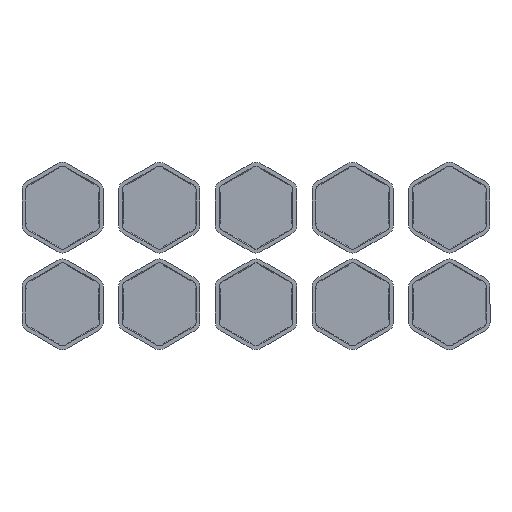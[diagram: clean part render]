
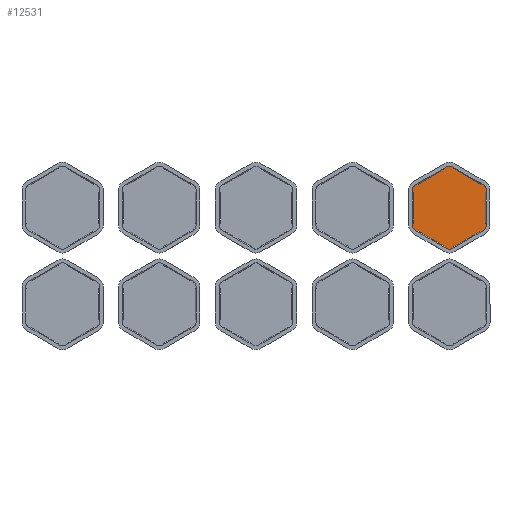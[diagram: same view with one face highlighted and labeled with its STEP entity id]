
A CAD part, top view. The second image highlights one B-rep face of the part: STEP entity #12531.
In plain terms, the highlighted planar face has unit normal (0, 0, 1).
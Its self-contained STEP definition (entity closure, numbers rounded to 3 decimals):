
#234 = VECTOR ( 'NONE', #4167, 1000. ) ;
#340 = VERTEX_POINT ( 'NONE', #6778 ) ;
#903 = EDGE_CURVE ( 'NONE', #4911, #5448, #6831, .T. ) ;
#913 = VECTOR ( 'NONE', #1078, 1000. ) ;
#982 = CARTESIAN_POINT ( 'NONE',  ( 86.829, 10.537, 0.4 ) ) ;
#1078 = DIRECTION ( 'NONE',  ( -0.866, -0.5, 0. ) ) ;
#1212 = DIRECTION ( 'NONE',  ( -1., 0., 0. ) ) ;
#1488 = VERTEX_POINT ( 'NONE', #3954 ) ;
#2126 = CARTESIAN_POINT ( 'NONE',  ( 86.829, -10.537, 0.4 ) ) ;
#2182 = ORIENTED_EDGE ( 'NONE', *, *, #9492, .T. ) ;
#2209 = DIRECTION ( 'NONE',  ( -0.866, 0.5, 0. ) ) ;
#2261 = ORIENTED_EDGE ( 'NONE', *, *, #10679, .T. ) ;
#2284 = AXIS2_PLACEMENT_3D ( 'NONE', #4052, #8323, #4550 ) ;
#2385 = ORIENTED_EDGE ( 'NONE', *, *, #18944, .T. ) ;
#2675 = CARTESIAN_POINT ( 'NONE',  ( 97.079, 4.619, 0.4 ) ) ;
#2725 = DIRECTION ( 'NONE',  ( 0., 0., 1. ) ) ;
#3037 = CARTESIAN_POINT ( 'NONE',  ( 88.329, -10.537, 0.4 ) ) ;
#3244 = CARTESIAN_POINT ( 'NONE',  ( 88.329, 10.537, 0.4 ) ) ;
#3367 = CIRCLE ( 'NONE', #12755, 1.5 ) ;
#3372 = DIRECTION ( 'NONE',  ( 0., 0., 1. ) ) ;
#3469 = DIRECTION ( 'NONE',  ( 1., 0., 0. ) ) ;
#3741 = ORIENTED_EDGE ( 'NONE', *, *, #17115, .T. ) ;
#3954 = CARTESIAN_POINT ( 'NONE',  ( 78.079, -4.619, 0.4 ) ) ;
#4052 = CARTESIAN_POINT ( 'NONE',  ( 87.579, 9.238, 0.4 ) ) ;
#4167 = DIRECTION ( 'NONE',  ( 0., 1., 0. ) ) ;
#4225 = VECTOR ( 'NONE', #2209, 1000. ) ;
#4250 = CARTESIAN_POINT ( 'NONE',  ( 95.579, -4.619, 0.4 ) ) ;
#4268 = LINE ( 'NONE', #3037, #17398 ) ;
#4550 = DIRECTION ( 'NONE',  ( 1., 0., 0. ) ) ;
#4779 = AXIS2_PLACEMENT_3D ( 'NONE', #11067, #6202, #9422 ) ;
#4911 = VERTEX_POINT ( 'NONE', #10004 ) ;
#4998 = DIRECTION ( 'NONE',  ( 0., 0., 1. ) ) ;
#5141 = LINE ( 'NONE', #14568, #4225 ) ;
#5283 = CARTESIAN_POINT ( 'NONE',  ( 78.829, -5.918, 0.4 ) ) ;
#5375 = VERTEX_POINT ( 'NONE', #19948 ) ;
#5448 = VERTEX_POINT ( 'NONE', #16790 ) ;
#5631 = CARTESIAN_POINT ( 'NONE',  ( 86.829, 10.537, 0.4 ) ) ;
#6109 = ORIENTED_EDGE ( 'NONE', *, *, #17758, .T. ) ;
#6202 = DIRECTION ( 'NONE',  ( 0., 0., 1. ) ) ;
#6524 = LINE ( 'NONE', #17082, #19033 ) ;
#6778 = CARTESIAN_POINT ( 'NONE',  ( 97.079, -4.619, 0.4 ) ) ;
#6804 = CIRCLE ( 'NONE', #2284, 1.5 ) ;
#6828 = EDGE_CURVE ( 'NONE', #19006, #7895, #18360, .T. ) ;
#6831 = CIRCLE ( 'NONE', #19484, 1.5 ) ;
#7276 = CARTESIAN_POINT ( 'NONE',  ( 79.579, -4.619, 0.4 ) ) ;
#7872 = DIRECTION ( 'NONE',  ( 1., 0., 0. ) ) ;
#7895 = VERTEX_POINT ( 'NONE', #2126 ) ;
#7951 = CARTESIAN_POINT ( 'NONE',  ( 95.579, 4.619, 0.4 ) ) ;
#8323 = DIRECTION ( 'NONE',  ( 0., 0., 1. ) ) ;
#8444 = ORIENTED_EDGE ( 'NONE', *, *, #16907, .T. ) ;
#9422 = DIRECTION ( 'NONE',  ( -1., 0., 0. ) ) ;
#9492 = EDGE_CURVE ( 'NONE', #12097, #16276, #5141, .T. ) ;
#9838 = ORIENTED_EDGE ( 'NONE', *, *, #903, .T. ) ;
#9917 = ORIENTED_EDGE ( 'NONE', *, *, #11986, .T. ) ;
#10004 = CARTESIAN_POINT ( 'NONE',  ( 78.829, 5.918, 0.4 ) ) ;
#10642 = LINE ( 'NONE', #18060, #234 ) ;
#10679 = EDGE_CURVE ( 'NONE', #15813, #12097, #15730, .T. ) ;
#11067 = CARTESIAN_POINT ( 'NONE',  ( 87.579, -9.238, 0.4 ) ) ;
#11392 = CARTESIAN_POINT ( 'NONE',  ( 96.329, -5.918, 0.4 ) ) ;
#11986 = EDGE_CURVE ( 'NONE', #16276, #16818, #6804, .T. ) ;
#12074 = EDGE_CURVE ( 'NONE', #18588, #340, #13590, .T. ) ;
#12097 = VERTEX_POINT ( 'NONE', #19124 ) ;
#12531 = ADVANCED_FACE ( 'NONE', ( #16151 ), #14416, .T. ) ;
#12581 = ORIENTED_EDGE ( 'NONE', *, *, #15232, .T. ) ;
#12755 = AXIS2_PLACEMENT_3D ( 'NONE', #7276, #16305, #14783 ) ;
#12984 = ORIENTED_EDGE ( 'NONE', *, *, #12074, .T. ) ;
#13028 = LINE ( 'NONE', #5631, #913 ) ;
#13168 = EDGE_LOOP ( 'NONE', ( #2261, #2182, #9917, #8444, #9838, #3741, #12581, #14301, #2385, #6109, #12984, #19329 ) ) ;
#13590 = CIRCLE ( 'NONE', #19461, 1.5 ) ;
#13682 = DIRECTION ( 'NONE',  ( 0.866, 0.5, 0. ) ) ;
#13990 = CARTESIAN_POINT ( 'NONE',  ( 78.829, -5.918, 0.4 ) ) ;
#14301 = ORIENTED_EDGE ( 'NONE', *, *, #6828, .T. ) ;
#14313 = DIRECTION ( 'NONE',  ( 0., -1., 0. ) ) ;
#14416 = PLANE ( 'NONE',  #19477 ) ;
#14568 = CARTESIAN_POINT ( 'NONE',  ( 96.329, 5.918, 0.4 ) ) ;
#14751 = AXIS2_PLACEMENT_3D ( 'NONE', #16402, #17104, #7872 ) ;
#14783 = DIRECTION ( 'NONE',  ( -1., 0., 0. ) ) ;
#15232 = EDGE_CURVE ( 'NONE', #1488, #19006, #3367, .T. ) ;
#15730 = CIRCLE ( 'NONE', #14751, 1.5 ) ;
#15813 = VERTEX_POINT ( 'NONE', #2675 ) ;
#16151 = FACE_OUTER_BOUND ( 'NONE', #13168, .T. ) ;
#16276 = VERTEX_POINT ( 'NONE', #3244 ) ;
#16305 = DIRECTION ( 'NONE',  ( 0., 0., 1. ) ) ;
#16402 = CARTESIAN_POINT ( 'NONE',  ( 95.579, 4.619, 0.4 ) ) ;
#16790 = CARTESIAN_POINT ( 'NONE',  ( 78.079, 4.619, 0.4 ) ) ;
#16818 = VERTEX_POINT ( 'NONE', #982 ) ;
#16843 = DIRECTION ( 'NONE',  ( 0.866, -0.5, 0. ) ) ;
#16907 = EDGE_CURVE ( 'NONE', #16818, #4911, #13028, .T. ) ;
#17082 = CARTESIAN_POINT ( 'NONE',  ( 78.079, 4.619, 0.4 ) ) ;
#17104 = DIRECTION ( 'NONE',  ( 0., 0., 1. ) ) ;
#17115 = EDGE_CURVE ( 'NONE', #5448, #1488, #6524, .T. ) ;
#17324 = VECTOR ( 'NONE', #16843, 1000. ) ;
#17398 = VECTOR ( 'NONE', #13682, 1000. ) ;
#17758 = EDGE_CURVE ( 'NONE', #5375, #18588, #4268, .T. ) ;
#17774 = EDGE_CURVE ( 'NONE', #340, #15813, #10642, .T. ) ;
#18060 = CARTESIAN_POINT ( 'NONE',  ( 97.079, -4.619, 0.4 ) ) ;
#18101 = CARTESIAN_POINT ( 'NONE',  ( 79.579, 4.619, 0.4 ) ) ;
#18360 = LINE ( 'NONE', #13990, #17324 ) ;
#18499 = DIRECTION ( 'NONE',  ( -1., 0., 0. ) ) ;
#18588 = VERTEX_POINT ( 'NONE', #11392 ) ;
#18944 = EDGE_CURVE ( 'NONE', #7895, #5375, #19052, .T. ) ;
#19006 = VERTEX_POINT ( 'NONE', #5283 ) ;
#19033 = VECTOR ( 'NONE', #14313, 1000. ) ;
#19052 = CIRCLE ( 'NONE', #4779, 1.5 ) ;
#19124 = CARTESIAN_POINT ( 'NONE',  ( 96.329, 5.918, 0.4 ) ) ;
#19329 = ORIENTED_EDGE ( 'NONE', *, *, #17774, .T. ) ;
#19461 = AXIS2_PLACEMENT_3D ( 'NONE', #4250, #2725, #1212 ) ;
#19477 = AXIS2_PLACEMENT_3D ( 'NONE', #7951, #3372, #3469 ) ;
#19484 = AXIS2_PLACEMENT_3D ( 'NONE', #18101, #4998, #18499 ) ;
#19948 = CARTESIAN_POINT ( 'NONE',  ( 88.329, -10.537, 0.4 ) ) ;
